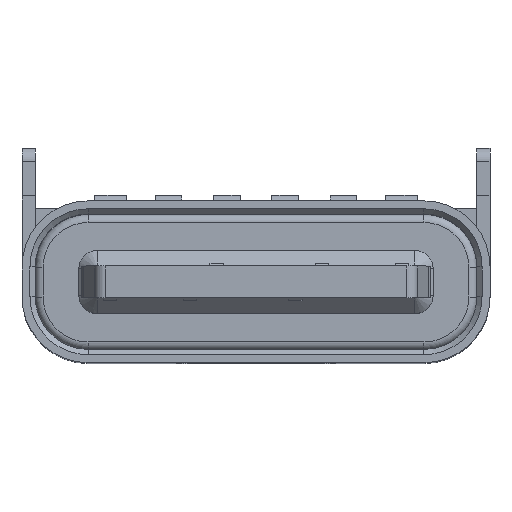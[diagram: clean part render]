
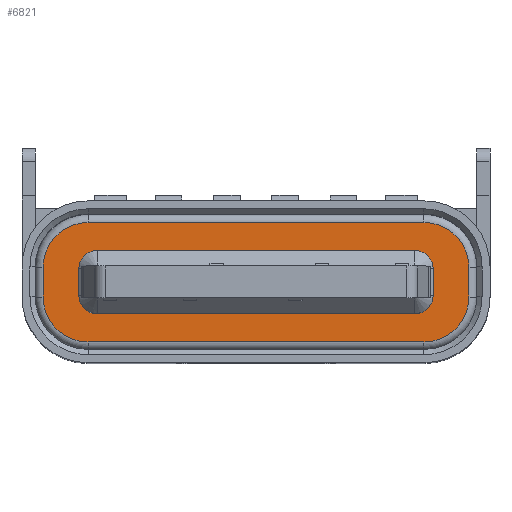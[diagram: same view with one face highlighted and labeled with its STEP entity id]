
A CAD part, top view. The second image highlights one B-rep face of the part: STEP entity #6821.
In plain terms, the highlighted planar face has unit normal (0, 0, 1).
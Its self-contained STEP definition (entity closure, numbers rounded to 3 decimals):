
#102 = CIRCLE ( 'NONE', #5676, 0.35 ) ;
#116 = LINE ( 'NONE', #9093, #7284 ) ;
#149 = CIRCLE ( 'NONE', #8716, 0.35 ) ;
#211 = PLANE ( 'NONE',  #9707 ) ;
#245 = LINE ( 'NONE', #3185, #8889 ) ;
#276 = CARTESIAN_POINT ( 'NONE',  ( -1.646, -18.044, 0.34 ) ) ;
#292 = AXIS2_PLACEMENT_3D ( 'NONE', #1165, #2270, #2373 ) ;
#433 = ORIENTED_EDGE ( 'NONE', *, *, #3521, .F. ) ;
#545 = CARTESIAN_POINT ( 'NONE',  ( 4.529, -18.574, 0.34 ) ) ;
#697 = DIRECTION ( 'NONE',  ( 0., 0., 1. ) ) ;
#782 = VERTEX_POINT ( 'NONE', #7421 ) ;
#819 = EDGE_CURVE ( 'NONE', #13722, #1422, #7739, .T. ) ;
#879 = CARTESIAN_POINT ( 'NONE',  ( 4.704, -17.694, 0.34 ) ) ;
#905 = LINE ( 'NONE', #5821, #4963 ) ;
#977 = VECTOR ( 'NONE', #8450, 1000. ) ;
#1106 = EDGE_CURVE ( 'NONE', #4832, #14277, #245, .T. ) ;
#1165 = CARTESIAN_POINT ( 'NONE',  ( -1.821, -17.724, 0.34 ) ) ;
#1276 = DIRECTION ( 'NONE',  ( 0., 1., 0. ) ) ;
#1333 = ORIENTED_EDGE ( 'NONE', *, *, #1664, .T. ) ;
#1422 = VERTEX_POINT ( 'NONE', #13122 ) ;
#1461 = DIRECTION ( 'NONE',  ( -1., 0., 0. ) ) ;
#1542 = CIRCLE ( 'NONE', #12837, 0.85 ) ;
#1576 = CARTESIAN_POINT ( 'NONE',  ( 4.354, -17.694, 0.34 ) ) ;
#1664 = EDGE_CURVE ( 'NONE', #3459, #13319, #1542, .T. ) ;
#1705 = CARTESIAN_POINT ( 'NONE',  ( -1.646, -17.194, 0.34 ) ) ;
#1909 = DIRECTION ( 'NONE',  ( 0., -1., 0. ) ) ;
#1917 = EDGE_CURVE ( 'NONE', #2613, #13722, #13047, .T. ) ;
#2184 = CARTESIAN_POINT ( 'NONE',  ( 4.529, -16.314, 0.34 ) ) ;
#2270 = DIRECTION ( 'NONE',  ( 0., 0., 1. ) ) ;
#2338 = AXIS2_PLACEMENT_3D ( 'NONE', #12993, #6968, #2352 ) ;
#2352 = DIRECTION ( 'NONE',  ( 1., 0., 0. ) ) ;
#2373 = DIRECTION ( 'NONE',  ( 1., 0., 0. ) ) ;
#2429 = CARTESIAN_POINT ( 'NONE',  ( 5.379, -17.724, 0.34 ) ) ;
#2613 = VERTEX_POINT ( 'NONE', #4785 ) ;
#2721 = EDGE_LOOP ( 'NONE', ( #3954, #3436, #9695, #9261, #11587, #1333, #3279, #7473 ) ) ;
#2731 = DIRECTION ( 'NONE',  ( 0., 0., 1. ) ) ;
#2857 = DIRECTION ( 'NONE',  ( -1., 0., 0. ) ) ;
#3185 = CARTESIAN_POINT ( 'NONE',  ( -2.671, -17.724, 0.34 ) ) ;
#3212 = DIRECTION ( 'NONE',  ( 1., 0., 0. ) ) ;
#3279 = ORIENTED_EDGE ( 'NONE', *, *, #6192, .T. ) ;
#3304 = CIRCLE ( 'NONE', #6145, 0.35 ) ;
#3436 = ORIENTED_EDGE ( 'NONE', *, *, #11642, .T. ) ;
#3459 = VERTEX_POINT ( 'NONE', #545 ) ;
#3521 = EDGE_CURVE ( 'NONE', #4125, #3560, #102, .T. ) ;
#3523 = ORIENTED_EDGE ( 'NONE', *, *, #7483, .F. ) ;
#3560 = VERTEX_POINT ( 'NONE', #6453 ) ;
#3778 = CARTESIAN_POINT ( 'NONE',  ( 4.354, -17.194, 0.34 ) ) ;
#3816 = ORIENTED_EDGE ( 'NONE', *, *, #819, .F. ) ;
#3877 = DIRECTION ( 'NONE',  ( -1., 0., 0. ) ) ;
#3954 = ORIENTED_EDGE ( 'NONE', *, *, #7480, .T. ) ;
#4112 = DIRECTION ( 'NONE',  ( 0., 0., 1. ) ) ;
#4125 = VERTEX_POINT ( 'NONE', #10028 ) ;
#4209 = DIRECTION ( 'NONE',  ( 1., 0., 0. ) ) ;
#4691 = AXIS2_PLACEMENT_3D ( 'NONE', #1576, #5060, #8663 ) ;
#4717 = ORIENTED_EDGE ( 'NONE', *, *, #12343, .F. ) ;
#4739 = CARTESIAN_POINT ( 'NONE',  ( 5.379, -17.444, 0.34 ) ) ;
#4758 = CIRCLE ( 'NONE', #292, 0.85 ) ;
#4785 = CARTESIAN_POINT ( 'NONE',  ( 4.354, -18.044, 0.34 ) ) ;
#4832 = VERTEX_POINT ( 'NONE', #7071 ) ;
#4906 = CARTESIAN_POINT ( 'NONE',  ( -1.821, -18.574, 0.34 ) ) ;
#4963 = VECTOR ( 'NONE', #12947, 1000. ) ;
#4973 = DIRECTION ( 'NONE',  ( 0., 0., 1. ) ) ;
#5060 = DIRECTION ( 'NONE',  ( 0., 0., 1. ) ) ;
#5188 = VECTOR ( 'NONE', #14932, 1000. ) ;
#5449 = CARTESIAN_POINT ( 'NONE',  ( -1.646, -17.694, 0.34 ) ) ;
#5482 = EDGE_CURVE ( 'NONE', #8962, #9374, #15020, .T. ) ;
#5525 = EDGE_CURVE ( 'NONE', #13965, #3459, #905, .T. ) ;
#5676 = AXIS2_PLACEMENT_3D ( 'NONE', #1705, #4112, #2857 ) ;
#5821 = CARTESIAN_POINT ( 'NONE',  ( 4.529, -18.574, 0.34 ) ) ;
#5905 = EDGE_CURVE ( 'NONE', #782, #7998, #3304, .T. ) ;
#6067 = CARTESIAN_POINT ( 'NONE',  ( 5.379, -17.164, 0.34 ) ) ;
#6145 = AXIS2_PLACEMENT_3D ( 'NONE', #5449, #7685, #11384 ) ;
#6192 = EDGE_CURVE ( 'NONE', #13319, #8962, #9523, .T. ) ;
#6331 = CARTESIAN_POINT ( 'NONE',  ( -1.821, -16.314, 0.34 ) ) ;
#6387 = VECTOR ( 'NONE', #1276, 1000. ) ;
#6453 = CARTESIAN_POINT ( 'NONE',  ( -1.996, -17.194, 0.34 ) ) ;
#6731 = CARTESIAN_POINT ( 'NONE',  ( -1.996, -17.194, 0.34 ) ) ;
#6821 = ADVANCED_FACE ( 'NONE', ( #14168, #15069 ), #211, .T. ) ;
#6954 = LINE ( 'NONE', #10788, #7699 ) ;
#6968 = DIRECTION ( 'NONE',  ( 0., 0., 1. ) ) ;
#7071 = CARTESIAN_POINT ( 'NONE',  ( -2.671, -17.164, 0.34 ) ) ;
#7153 = ORIENTED_EDGE ( 'NONE', *, *, #13748, .F. ) ;
#7284 = VECTOR ( 'NONE', #3212, 1000. ) ;
#7421 = CARTESIAN_POINT ( 'NONE',  ( -1.996, -17.694, 0.34 ) ) ;
#7473 = ORIENTED_EDGE ( 'NONE', *, *, #5482, .T. ) ;
#7480 = EDGE_CURVE ( 'NONE', #9374, #8643, #6954, .T. ) ;
#7483 = EDGE_CURVE ( 'NONE', #1422, #13346, #149, .T. ) ;
#7580 = DIRECTION ( 'NONE',  ( 0., 0., 1. ) ) ;
#7685 = DIRECTION ( 'NONE',  ( 0., 0., 1. ) ) ;
#7699 = VECTOR ( 'NONE', #3877, 1000. ) ;
#7713 = DIRECTION ( 'NONE',  ( -1., 0., 0. ) ) ;
#7739 = LINE ( 'NONE', #14294, #977 ) ;
#7968 = AXIS2_PLACEMENT_3D ( 'NONE', #12575, #697, #4209 ) ;
#7998 = VERTEX_POINT ( 'NONE', #276 ) ;
#8199 = EDGE_CURVE ( 'NONE', #14277, #13965, #4758, .T. ) ;
#8370 = ORIENTED_EDGE ( 'NONE', *, *, #1917, .F. ) ;
#8450 = DIRECTION ( 'NONE',  ( 0., 1., 0. ) ) ;
#8643 = VERTEX_POINT ( 'NONE', #6331 ) ;
#8663 = DIRECTION ( 'NONE',  ( -1., 0., 0. ) ) ;
#8716 = AXIS2_PLACEMENT_3D ( 'NONE', #3778, #2731, #1461 ) ;
#8889 = VECTOR ( 'NONE', #1909, 1000. ) ;
#8962 = VERTEX_POINT ( 'NONE', #6067 ) ;
#9093 = CARTESIAN_POINT ( 'NONE',  ( -1.646, -18.044, 0.34 ) ) ;
#9101 = ORIENTED_EDGE ( 'NONE', *, *, #15141, .F. ) ;
#9261 = ORIENTED_EDGE ( 'NONE', *, *, #8199, .T. ) ;
#9374 = VERTEX_POINT ( 'NONE', #2184 ) ;
#9523 = LINE ( 'NONE', #4739, #6387 ) ;
#9695 = ORIENTED_EDGE ( 'NONE', *, *, #1106, .T. ) ;
#9707 = AXIS2_PLACEMENT_3D ( 'NONE', #11944, #4973, #13218 ) ;
#10002 = CIRCLE ( 'NONE', #7968, 0.85 ) ;
#10028 = CARTESIAN_POINT ( 'NONE',  ( -1.646, -16.844, 0.34 ) ) ;
#10294 = LINE ( 'NONE', #14715, #12683 ) ;
#10788 = CARTESIAN_POINT ( 'NONE',  ( 1.354, -16.314, 0.34 ) ) ;
#11384 = DIRECTION ( 'NONE',  ( 1., 0., 0. ) ) ;
#11587 = ORIENTED_EDGE ( 'NONE', *, *, #5525, .T. ) ;
#11640 = CARTESIAN_POINT ( 'NONE',  ( 4.354, -16.844, 0.34 ) ) ;
#11642 = EDGE_CURVE ( 'NONE', #8643, #4832, #10002, .T. ) ;
#11944 = CARTESIAN_POINT ( 'NONE',  ( 1.354, -17.444, 0.34 ) ) ;
#12092 = EDGE_LOOP ( 'NONE', ( #4717, #433, #9101, #3523, #3816, #8370, #7153, #12944 ) ) ;
#12343 = EDGE_CURVE ( 'NONE', #3560, #782, #13785, .T. ) ;
#12575 = CARTESIAN_POINT ( 'NONE',  ( -1.821, -17.164, 0.34 ) ) ;
#12683 = VECTOR ( 'NONE', #7713, 1000. ) ;
#12808 = DIRECTION ( 'NONE',  ( 1., 0., 0. ) ) ;
#12837 = AXIS2_PLACEMENT_3D ( 'NONE', #14535, #7580, #12808 ) ;
#12944 = ORIENTED_EDGE ( 'NONE', *, *, #5905, .F. ) ;
#12947 = DIRECTION ( 'NONE',  ( 1., 0., 0. ) ) ;
#12993 = CARTESIAN_POINT ( 'NONE',  ( 4.529, -17.164, 0.34 ) ) ;
#13047 = CIRCLE ( 'NONE', #4691, 0.35 ) ;
#13122 = CARTESIAN_POINT ( 'NONE',  ( 4.704, -17.194, 0.34 ) ) ;
#13218 = DIRECTION ( 'NONE',  ( 1., 0., 0. ) ) ;
#13319 = VERTEX_POINT ( 'NONE', #2429 ) ;
#13346 = VERTEX_POINT ( 'NONE', #11640 ) ;
#13722 = VERTEX_POINT ( 'NONE', #879 ) ;
#13735 = CARTESIAN_POINT ( 'NONE',  ( -2.671, -17.724, 0.34 ) ) ;
#13748 = EDGE_CURVE ( 'NONE', #7998, #2613, #116, .T. ) ;
#13785 = LINE ( 'NONE', #6731, #5188 ) ;
#13965 = VERTEX_POINT ( 'NONE', #4906 ) ;
#14168 = FACE_OUTER_BOUND ( 'NONE', #2721, .T. ) ;
#14277 = VERTEX_POINT ( 'NONE', #13735 ) ;
#14294 = CARTESIAN_POINT ( 'NONE',  ( 4.704, -17.194, 0.34 ) ) ;
#14535 = CARTESIAN_POINT ( 'NONE',  ( 4.529, -17.724, 0.34 ) ) ;
#14715 = CARTESIAN_POINT ( 'NONE',  ( -1.646, -16.844, 0.34 ) ) ;
#14932 = DIRECTION ( 'NONE',  ( 0., -1., 0. ) ) ;
#15020 = CIRCLE ( 'NONE', #2338, 0.85 ) ;
#15069 = FACE_BOUND ( 'NONE', #12092, .T. ) ;
#15141 = EDGE_CURVE ( 'NONE', #13346, #4125, #10294, .T. ) ;
